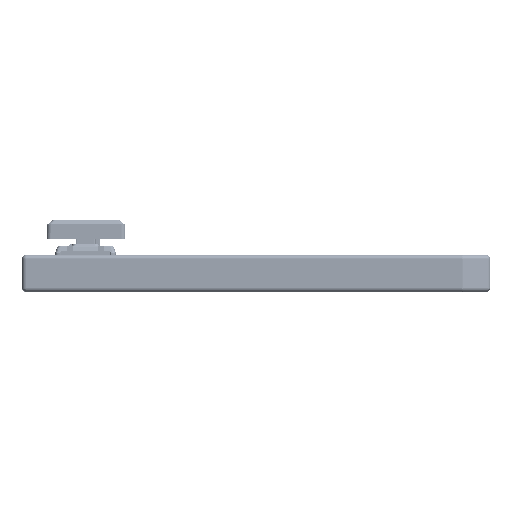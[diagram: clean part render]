
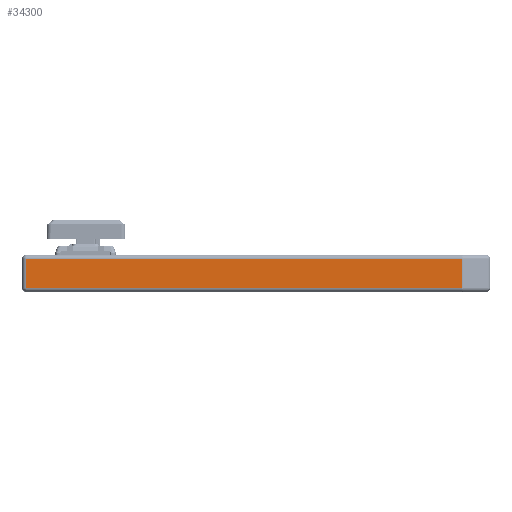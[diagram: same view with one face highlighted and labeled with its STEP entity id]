
A CAD part, left-side view. The second image highlights one B-rep face of the part: STEP entity #34300.
In plain terms, the highlighted planar face has unit normal (-1, 0, 0).
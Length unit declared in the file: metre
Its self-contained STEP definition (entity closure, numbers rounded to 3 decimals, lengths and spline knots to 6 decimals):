
#1214=PLANE('',#37313);
#11093=ORIENTED_EDGE('',*,*,#15735,.T.);
#11094=ORIENTED_EDGE('',*,*,#15736,.T.);
#11095=ORIENTED_EDGE('',*,*,#15737,.T.);
#11096=ORIENTED_EDGE('',*,*,#15738,.T.);
#15735=EDGE_CURVE('',#19031,#19032,#22021,.T.);
#15736=EDGE_CURVE('',#19032,#19033,#22022,.T.);
#15737=EDGE_CURVE('',#19033,#19034,#22023,.F.);
#15738=EDGE_CURVE('',#19034,#19031,#22024,.F.);
#19031=VERTEX_POINT('',#56669);
#19032=VERTEX_POINT('',#56670);
#19033=VERTEX_POINT('',#56672);
#19034=VERTEX_POINT('',#56674);
#22021=LINE('',#56668,#25011);
#22022=LINE('',#56671,#25012);
#22023=LINE('',#56673,#25013);
#22024=LINE('',#56675,#25014);
#25011=VECTOR('',#46139,1.);
#25012=VECTOR('',#46140,1.);
#25013=VECTOR('',#46141,1.);
#25014=VECTOR('',#46142,1.);
#28459=EDGE_LOOP('',(#11093,#11094,#11095,#11096));
#31929=FACE_BOUND('',#28459,.T.);
#34300=ADVANCED_FACE('',(#31929),#1214,.T.);
#37313=AXIS2_PLACEMENT_3D('',#56667,#46137,#46138);
#46137=DIRECTION('',(-1.,0.,0.));
#46138=DIRECTION('',(0.,-1.,0.));
#46139=DIRECTION('',(0.,-1.,0.));
#46140=DIRECTION('',(0.,0.,1.));
#46141=DIRECTION('',(0.,-1.,0.));
#46142=DIRECTION('',(0.,0.,1.));
#56667=CARTESIAN_POINT('',(0.008692,-0.059705,-0.004));
#56668=CARTESIAN_POINT('',(0.008692,-0.110123,-0.003));
#56669=CARTESIAN_POINT('',(0.008692,-0.010288,-0.003));
#56670=CARTESIAN_POINT('',(0.008692,-0.109887,-0.003));
#56671=CARTESIAN_POINT('',(0.008692,-0.109887,-0.004));
#56672=CARTESIAN_POINT('',(0.008692,-0.109887,0.0035));
#56673=CARTESIAN_POINT('',(0.008692,-0.059705,0.0035));
#56674=CARTESIAN_POINT('',(0.008692,-0.010288,0.0035));
#56675=CARTESIAN_POINT('',(0.008692,-0.010288,-0.004));
